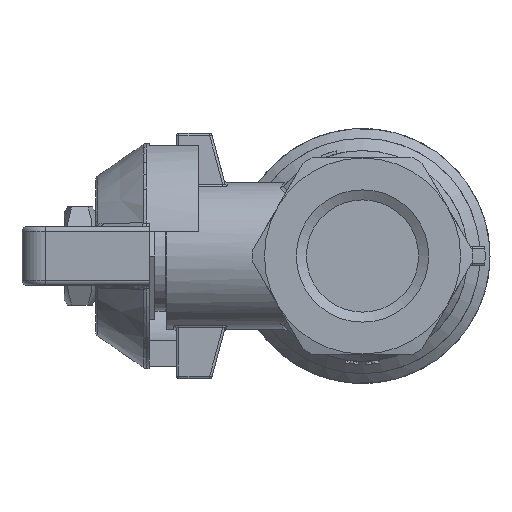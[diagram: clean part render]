
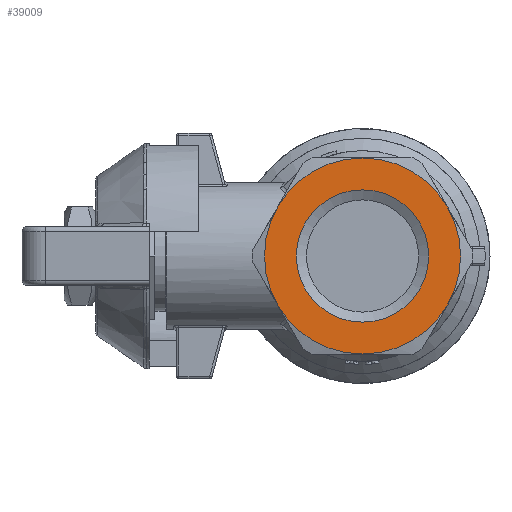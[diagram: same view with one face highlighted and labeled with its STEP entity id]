
A CAD part, left-side view. The second image highlights one B-rep face of the part: STEP entity #39009.
In plain terms, the highlighted planar face has unit normal (-1, 0, 0).
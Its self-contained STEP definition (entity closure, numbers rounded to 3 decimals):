
#675 = DIRECTION ( 'NONE',  ( -1., 0., 0. ) ) ;
#1003 = DIRECTION ( 'NONE',  ( 0., 1., 0. ) ) ;
#1466 = PLANE ( 'NONE',  #31661 ) ;
#2137 = CIRCLE ( 'NONE', #24633, 10. ) ;
#2552 = CIRCLE ( 'NONE', #27698, 10. ) ;
#2636 = EDGE_CURVE ( 'NONE', #4189, #28359, #2137, .T. ) ;
#3398 = ORIENTED_EDGE ( 'NONE', *, *, #15062, .T. ) ;
#3851 = AXIS2_PLACEMENT_3D ( 'NONE', #38642, #32799, #17106 ) ;
#4189 = VERTEX_POINT ( 'NONE', #6443 ) ;
#4356 = FACE_OUTER_BOUND ( 'NONE', #11051, .T. ) ;
#6391 = DIRECTION ( 'NONE',  ( -1., 0., 0. ) ) ;
#6443 = CARTESIAN_POINT ( 'NONE',  ( -31.176, -2.584, -10. ) ) ;
#6773 = ORIENTED_EDGE ( 'NONE', *, *, #13577, .T. ) ;
#7984 = CARTESIAN_POINT ( 'NONE',  ( -31.176, 4.166, 0. ) ) ;
#8137 = ORIENTED_EDGE ( 'NONE', *, *, #38586, .T. ) ;
#8447 = CARTESIAN_POINT ( 'NONE',  ( -31.176, -2.584, 0. ) ) ;
#11051 = EDGE_LOOP ( 'NONE', ( #23081, #3398, #6773, #24050, #8137, #40098 ) ) ;
#13206 = CARTESIAN_POINT ( 'NONE',  ( -31.176, 6.077, -5. ) ) ;
#13314 = DIRECTION ( 'NONE',  ( 0., 1., 0. ) ) ;
#13577 = EDGE_CURVE ( 'NONE', #33355, #17950, #17677, .T. ) ;
#13675 = CIRCLE ( 'NONE', #20308, 10. ) ;
#13907 = FACE_BOUND ( 'NONE', #18654, .T. ) ;
#15062 = EDGE_CURVE ( 'NONE', #20703, #33355, #13675, .T. ) ;
#15822 = CIRCLE ( 'NONE', #26352, 6.75 ) ;
#16206 = CARTESIAN_POINT ( 'NONE',  ( -31.176, -2.584, 0. ) ) ;
#16873 = CARTESIAN_POINT ( 'NONE',  ( -31.176, -2.584, 0. ) ) ;
#17106 = DIRECTION ( 'NONE',  ( 0., 1., 0. ) ) ;
#17677 = CIRCLE ( 'NONE', #33511, 10. ) ;
#17742 = VERTEX_POINT ( 'NONE', #7984 ) ;
#17950 = VERTEX_POINT ( 'NONE', #36462 ) ;
#18010 = ORIENTED_EDGE ( 'NONE', *, *, #38879, .T. ) ;
#18654 = EDGE_LOOP ( 'NONE', ( #18010 ) ) ;
#20308 = AXIS2_PLACEMENT_3D ( 'NONE', #8447, #40552, #21074 ) ;
#20703 = VERTEX_POINT ( 'NONE', #25003 ) ;
#20728 = DIRECTION ( 'NONE',  ( 0., 0., 1. ) ) ;
#21074 = DIRECTION ( 'NONE',  ( 0., 1., 0. ) ) ;
#21971 = DIRECTION ( 'NONE',  ( 0., 1., 0. ) ) ;
#22257 = CARTESIAN_POINT ( 'NONE',  ( -31.176, -2.584, 10. ) ) ;
#22743 = CARTESIAN_POINT ( 'NONE',  ( -31.176, -2.584, 0. ) ) ;
#23081 = ORIENTED_EDGE ( 'NONE', *, *, #24372, .T. ) ;
#24050 = ORIENTED_EDGE ( 'NONE', *, *, #39365, .T. ) ;
#24371 = CIRCLE ( 'NONE', #3851, 10. ) ;
#24372 = EDGE_CURVE ( 'NONE', #28359, #20703, #36167, .T. ) ;
#24633 = AXIS2_PLACEMENT_3D ( 'NONE', #16206, #28752, #21971 ) ;
#25003 = CARTESIAN_POINT ( 'NONE',  ( -31.176, -11.244, 5. ) ) ;
#26352 = AXIS2_PLACEMENT_3D ( 'NONE', #40860, #40656, #37549 ) ;
#27519 = VERTEX_POINT ( 'NONE', #13206 ) ;
#27698 = AXIS2_PLACEMENT_3D ( 'NONE', #22743, #38740, #1003 ) ;
#28359 = VERTEX_POINT ( 'NONE', #36799 ) ;
#28752 = DIRECTION ( 'NONE',  ( -1., 0., 0. ) ) ;
#31661 = AXIS2_PLACEMENT_3D ( 'NONE', #33362, #40005, #20728 ) ;
#32799 = DIRECTION ( 'NONE',  ( -1., 0., 0. ) ) ;
#33355 = VERTEX_POINT ( 'NONE', #22257 ) ;
#33362 = CARTESIAN_POINT ( 'NONE',  ( -31.176, 7.791, 0. ) ) ;
#33511 = AXIS2_PLACEMENT_3D ( 'NONE', #34775, #6391, #34360 ) ;
#34360 = DIRECTION ( 'NONE',  ( 0., 1., 0. ) ) ;
#34775 = CARTESIAN_POINT ( 'NONE',  ( -31.176, -2.584, 0. ) ) ;
#34837 = AXIS2_PLACEMENT_3D ( 'NONE', #16873, #675, #13314 ) ;
#36167 = CIRCLE ( 'NONE', #34837, 10. ) ;
#36462 = CARTESIAN_POINT ( 'NONE',  ( -31.176, 6.077, 5. ) ) ;
#36799 = CARTESIAN_POINT ( 'NONE',  ( -31.176, -11.244, -5. ) ) ;
#37549 = DIRECTION ( 'NONE',  ( 0., 1., 0. ) ) ;
#38586 = EDGE_CURVE ( 'NONE', #27519, #4189, #24371, .T. ) ;
#38642 = CARTESIAN_POINT ( 'NONE',  ( -31.176, -2.584, 0. ) ) ;
#38740 = DIRECTION ( 'NONE',  ( -1., 0., 0. ) ) ;
#38879 = EDGE_CURVE ( 'NONE', #17742, #17742, #15822, .T. ) ;
#39009 = ADVANCED_FACE ( 'NONE', ( #4356, #13907 ), #1466, .T. ) ;
#39365 = EDGE_CURVE ( 'NONE', #17950, #27519, #2552, .T. ) ;
#40005 = DIRECTION ( 'NONE',  ( -1., 0., 0. ) ) ;
#40098 = ORIENTED_EDGE ( 'NONE', *, *, #2636, .T. ) ;
#40552 = DIRECTION ( 'NONE',  ( -1., 0., 0. ) ) ;
#40656 = DIRECTION ( 'NONE',  ( 1., 0., 0. ) ) ;
#40860 = CARTESIAN_POINT ( 'NONE',  ( -31.176, -2.584, 0. ) ) ;
